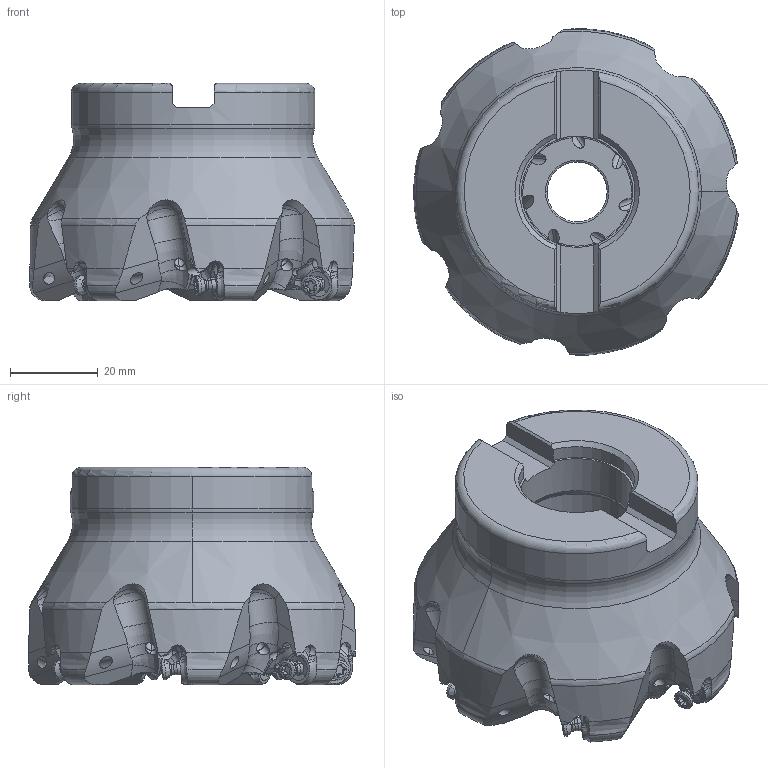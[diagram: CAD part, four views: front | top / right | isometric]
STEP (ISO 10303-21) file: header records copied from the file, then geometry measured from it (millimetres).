
FILE_DESCRIPTION(/* description */ (''),/* implementation_level */ '2;1');
FILE_NAME(/* name */ 'WWX200UR3_0007CA.stp',/* time_stamp */ '2022-11-25T16:42:48+09:00',/* author */ (''),/* organization */ (''),/* preprocessor_version */ 'ST-DEVELOPER v16',/* originating_system */ 'SIEMENS PLM Software NX 10.0',/* authorisation */ '');
FILE_SCHEMA (('AUTOMOTIVE_DESIGN { 1 0 10303 214 3 1 1 1 }'));
Products named in the file (1): WWX200UR3_0007CA_ASM
Bounding box: 74.07 x 74.59 x 49.61 mm (x, y, z)
Volume: 126526.3 mm3; surface area: 22992.7 mm2
Topology: 8 solids, 8 shells, 892 faces, 2627 edges, 1692 vertices
Faces by surface type: cylinder 306, plane 217, sphere 112, bspline 105, cone 59, torus 51, extrusion 42
Entity records: 52008 total; most frequent: CARTESIAN_POINT 29956, ORIENTED_EDGE 5114, DIRECTION 3942, EDGE_CURVE 2557, VERTEX_POINT 1682, AXIS2_PLACEMENT_3D 1666, B_SPLINE_CURVE_WITH_KNOTS 1146, EDGE_LOOP 923
